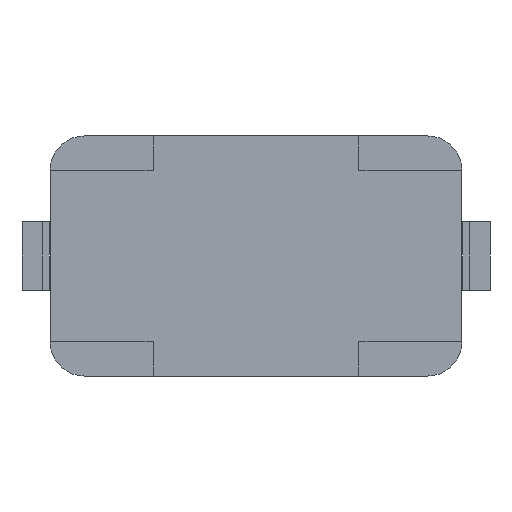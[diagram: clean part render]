
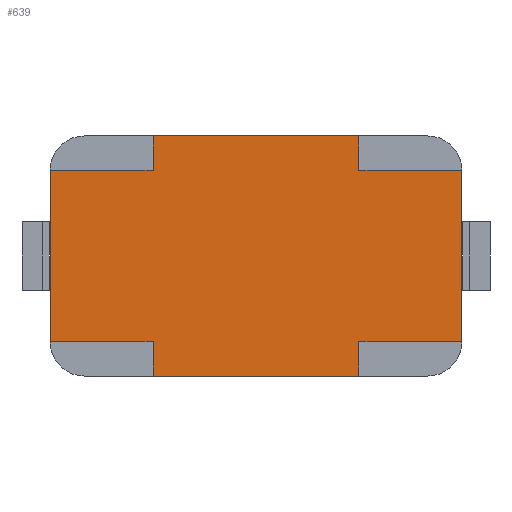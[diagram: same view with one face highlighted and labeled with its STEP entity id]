
A CAD part, front view. The second image highlights one B-rep face of the part: STEP entity #639.
In plain terms, the highlighted planar face has unit normal (0, -1, 0).
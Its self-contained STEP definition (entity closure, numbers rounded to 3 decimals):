
#24 = VERTEX_POINT ( 'NONE', #3986 ) ;
#51 = VECTOR ( 'NONE', #3388, 1000. ) ;
#81 = CARTESIAN_POINT ( 'NONE',  ( 3., -1.25, -1.25 ) ) ;
#110 = LINE ( 'NONE', #1918, #1401 ) ;
#141 = VERTEX_POINT ( 'NONE', #3728 ) ;
#219 = VERTEX_POINT ( 'NONE', #2355 ) ;
#225 = LINE ( 'NONE', #251, #731 ) ;
#251 = CARTESIAN_POINT ( 'NONE',  ( 3., -1.25, 1.25 ) ) ;
#367 = EDGE_CURVE ( 'NONE', #1920, #219, #2235, .T. ) ;
#481 = CARTESIAN_POINT ( 'NONE',  ( -1.5, -1.25, 1.75 ) ) ;
#523 = CARTESIAN_POINT ( 'NONE',  ( -3.4, -1.25, -1.25 ) ) ;
#543 = ORIENTED_EDGE ( 'NONE', *, *, #3150, .T. ) ;
#568 = LINE ( 'NONE', #2655, #734 ) ;
#639 = ADVANCED_FACE ( 'NONE', ( #3813 ), #2026, .F. ) ;
#654 = CARTESIAN_POINT ( 'NONE',  ( -1.5, -1.25, 1.75 ) ) ;
#731 = VECTOR ( 'NONE', #2029, 1000. ) ;
#734 = VECTOR ( 'NONE', #4127, 1000. ) ;
#754 = VECTOR ( 'NONE', #4608, 1000. ) ;
#787 = AXIS2_PLACEMENT_3D ( 'NONE', #2803, #1231, #2755 ) ;
#839 = ORIENTED_EDGE ( 'NONE', *, *, #1935, .T. ) ;
#935 = ORIENTED_EDGE ( 'NONE', *, *, #4410, .F. ) ;
#1104 = LINE ( 'NONE', #4032, #4100 ) ;
#1125 = EDGE_CURVE ( 'NONE', #4407, #2492, #3216, .T. ) ;
#1231 = DIRECTION ( 'NONE',  ( 0., 1., 0. ) ) ;
#1267 = VECTOR ( 'NONE', #3581, 1000. ) ;
#1291 = CARTESIAN_POINT ( 'NONE',  ( 1.5, -1.25, 1.75 ) ) ;
#1398 = EDGE_LOOP ( 'NONE', ( #935, #543, #3501, #4682, #1512, #4626, #2887, #3574, #1741, #1631, #839, #2409 ) ) ;
#1401 = VECTOR ( 'NONE', #4162, 1000. ) ;
#1512 = ORIENTED_EDGE ( 'NONE', *, *, #2775, .F. ) ;
#1609 = DIRECTION ( 'NONE',  ( 1., 0., 0. ) ) ;
#1631 = ORIENTED_EDGE ( 'NONE', *, *, #3111, .T. ) ;
#1634 = LINE ( 'NONE', #523, #4098 ) ;
#1741 = ORIENTED_EDGE ( 'NONE', *, *, #367, .F. ) ;
#1782 = VECTOR ( 'NONE', #3101, 1000. ) ;
#1918 = CARTESIAN_POINT ( 'NONE',  ( -1.5, -1.25, 1.75 ) ) ;
#1920 = VERTEX_POINT ( 'NONE', #2675 ) ;
#1935 = EDGE_CURVE ( 'NONE', #24, #141, #110, .T. ) ;
#1951 = VECTOR ( 'NONE', #1969, 1000. ) ;
#1955 = VECTOR ( 'NONE', #4360, 1000. ) ;
#1969 = DIRECTION ( 'NONE',  ( 0., 0., -1. ) ) ;
#2009 = EDGE_CURVE ( 'NONE', #2464, #2492, #225, .T. ) ;
#2026 = PLANE ( 'NONE',  #787 ) ;
#2029 = DIRECTION ( 'NONE',  ( 0., 0., 1. ) ) ;
#2069 = CARTESIAN_POINT ( 'NONE',  ( -1.5, -1.25, -1.75 ) ) ;
#2158 = VECTOR ( 'NONE', #1609, 1000. ) ;
#2235 = LINE ( 'NONE', #3371, #51 ) ;
#2256 = EDGE_CURVE ( 'NONE', #141, #2928, #2411, .T. ) ;
#2334 = CARTESIAN_POINT ( 'NONE',  ( 1.5, -1.25, 1.75 ) ) ;
#2355 = CARTESIAN_POINT ( 'NONE',  ( -3., -1.25, 1.25 ) ) ;
#2409 = ORIENTED_EDGE ( 'NONE', *, *, #2256, .T. ) ;
#2411 = LINE ( 'NONE', #2069, #754 ) ;
#2456 = VERTEX_POINT ( 'NONE', #481 ) ;
#2464 = VERTEX_POINT ( 'NONE', #81 ) ;
#2492 = VERTEX_POINT ( 'NONE', #2688 ) ;
#2544 = CARTESIAN_POINT ( 'NONE',  ( 1.5, -1.25, -1.25 ) ) ;
#2655 = CARTESIAN_POINT ( 'NONE',  ( -3.4, -1.25, -1.25 ) ) ;
#2675 = CARTESIAN_POINT ( 'NONE',  ( -3., -1.25, -1.25 ) ) ;
#2688 = CARTESIAN_POINT ( 'NONE',  ( 3., -1.25, 1.25 ) ) ;
#2734 = LINE ( 'NONE', #3414, #2158 ) ;
#2755 = DIRECTION ( 'NONE',  ( 0., 0., 1. ) ) ;
#2775 = EDGE_CURVE ( 'NONE', #3148, #4407, #3161, .T. ) ;
#2803 = CARTESIAN_POINT ( 'NONE',  ( -1.5, -1.25, 1.75 ) ) ;
#2887 = ORIENTED_EDGE ( 'NONE', *, *, #4374, .T. ) ;
#2892 = EDGE_CURVE ( 'NONE', #2456, #3148, #4514, .T. ) ;
#2928 = VERTEX_POINT ( 'NONE', #3842 ) ;
#2929 = CARTESIAN_POINT ( 'NONE',  ( -3.4, -1.25, 1.25 ) ) ;
#3020 = CARTESIAN_POINT ( 'NONE',  ( 1.5, -1.25, 1.25 ) ) ;
#3101 = DIRECTION ( 'NONE',  ( 1., 0., 0. ) ) ;
#3111 = EDGE_CURVE ( 'NONE', #1920, #24, #1634, .T. ) ;
#3148 = VERTEX_POINT ( 'NONE', #1291 ) ;
#3150 = EDGE_CURVE ( 'NONE', #3634, #2464, #568, .T. ) ;
#3161 = LINE ( 'NONE', #2334, #1951 ) ;
#3177 = EDGE_CURVE ( 'NONE', #219, #4121, #2734, .T. ) ;
#3216 = LINE ( 'NONE', #2929, #1955 ) ;
#3369 = DIRECTION ( 'NONE',  ( 0., 0., -1. ) ) ;
#3371 = CARTESIAN_POINT ( 'NONE',  ( -3., -1.25, 1.75 ) ) ;
#3388 = DIRECTION ( 'NONE',  ( 0., 0., 1. ) ) ;
#3414 = CARTESIAN_POINT ( 'NONE',  ( -3.4, -1.25, 1.25 ) ) ;
#3439 = CARTESIAN_POINT ( 'NONE',  ( -1.5, -1.25, 1.75 ) ) ;
#3501 = ORIENTED_EDGE ( 'NONE', *, *, #2009, .T. ) ;
#3574 = ORIENTED_EDGE ( 'NONE', *, *, #3177, .F. ) ;
#3581 = DIRECTION ( 'NONE',  ( 0., 0., -1. ) ) ;
#3634 = VERTEX_POINT ( 'NONE', #2544 ) ;
#3728 = CARTESIAN_POINT ( 'NONE',  ( -1.5, -1.25, -1.75 ) ) ;
#3813 = FACE_OUTER_BOUND ( 'NONE', #1398, .T. ) ;
#3842 = CARTESIAN_POINT ( 'NONE',  ( 1.5, -1.25, -1.75 ) ) ;
#3931 = LINE ( 'NONE', #654, #1267 ) ;
#3986 = CARTESIAN_POINT ( 'NONE',  ( -1.5, -1.25, -1.25 ) ) ;
#4032 = CARTESIAN_POINT ( 'NONE',  ( 1.5, -1.25, 1.75 ) ) ;
#4098 = VECTOR ( 'NONE', #4146, 1000. ) ;
#4100 = VECTOR ( 'NONE', #3369, 1000. ) ;
#4121 = VERTEX_POINT ( 'NONE', #4311 ) ;
#4127 = DIRECTION ( 'NONE',  ( 1., 0., 0. ) ) ;
#4146 = DIRECTION ( 'NONE',  ( 1., 0., 0. ) ) ;
#4162 = DIRECTION ( 'NONE',  ( 0., 0., -1. ) ) ;
#4311 = CARTESIAN_POINT ( 'NONE',  ( -1.5, -1.25, 1.25 ) ) ;
#4360 = DIRECTION ( 'NONE',  ( 1., 0., 0. ) ) ;
#4374 = EDGE_CURVE ( 'NONE', #2456, #4121, #3931, .T. ) ;
#4407 = VERTEX_POINT ( 'NONE', #3020 ) ;
#4410 = EDGE_CURVE ( 'NONE', #3634, #2928, #1104, .T. ) ;
#4514 = LINE ( 'NONE', #3439, #1782 ) ;
#4608 = DIRECTION ( 'NONE',  ( 1., 0., 0. ) ) ;
#4626 = ORIENTED_EDGE ( 'NONE', *, *, #2892, .F. ) ;
#4682 = ORIENTED_EDGE ( 'NONE', *, *, #1125, .F. ) ;
